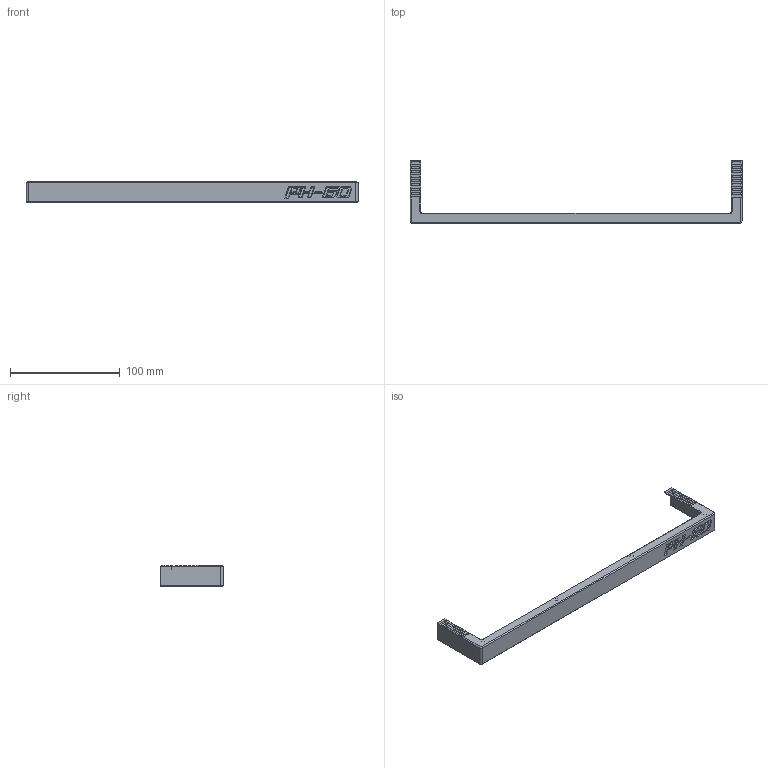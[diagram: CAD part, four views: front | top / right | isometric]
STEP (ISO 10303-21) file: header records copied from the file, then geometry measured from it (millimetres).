
FILE_DESCRIPTION(('HOOPS Exchange Step'),'2;1');
FILE_NAME('temp_export','2024-07-11T01:11:44-16:00',('13271'),('Shapr3D Limited'),'HOOPS Exchange 2024.2','Shapr3D','Authorized');
FILE_SCHEMA( ('AUTOMOTIVE_DESIGN { 1 0 10303 214 1 1 1 1 }') );
Length unit declared in the file: millimetre
Products named in the file (1): outer_case_1
Bounding box: 302.44 x 56.74 x 19.2 mm (x, y, z)
Volume: 28387.5 mm3; surface area: 23169.9 mm2
Topology: 1 solids, 1 shells, 215 faces, 589 edges, 390 vertices
Faces by surface type: plane 199, cylinder 10, cone 6
Full cylindrical faces by diameter (mm): 3.5 x4
Entity records: 6713 total; most frequent: CARTESIAN_POINT 1195, ORIENTED_EDGE 1178, DIRECTION 1051, EDGE_CURVE 589, VECTOR 559, LINE 559, VERTEX_POINT 390, AXIS2_PLACEMENT_3D 246
